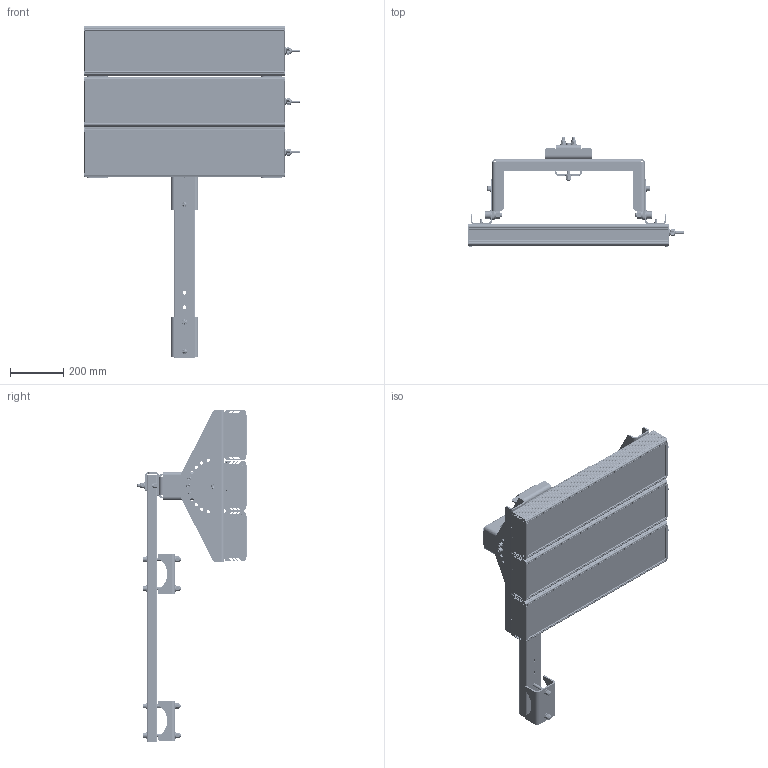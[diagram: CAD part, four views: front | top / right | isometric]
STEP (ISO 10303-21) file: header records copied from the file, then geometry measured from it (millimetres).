
FILE_DESCRIPTION(('STEP AP214'), '1');
FILE_NAME('001.0084.27.000 - ÃÑÓ Ýêñòðà Îïòèê Ì 450 (3õ150)', '2023-12-14T10:13:21', ('Åâãåíèé'), ('ÎÊÁ Ñâîé Ñòèëü'), 'C3D Converter', 'C3D Toolkit', '');
FILE_SCHEMA(('AUTOMOTIVE_DESIGN { 1 0 10303 214 3 1 1}'));
Length unit declared in the file: millimetre
Products named in the file (50): 001.0084.27.000; 001.0056.02.000; 001.0054.02.001х3; 001.0054.02.001х3-01; 001.0056.00.001; 001.0056.01.000; 001.0056.01.001; ТрП 80х40х3.1000.01; 001.0056.00.002
Assembly tree (150 placements, depth 4):
  001.0084.27.000
    (unnamed)  x3
      (unnamed)
      (unnamed)
      (unnamed)
      (unnamed)
      (unnamed)
      (unnamed)
      (unnamed)
      (unnamed)
      (unnamed)
        (unnamed)
      (unnamed)
        (unnamed)
        (unnamed)
        (unnamed)  x13
        (unnamed)
        (unnamed)
        (unnamed)
        (unnamed)
        (unnamed)
        (unnamed)
        (unnamed)
    001.0056.02.000
      001.0054.02.001х3
      001.0054.02.001х3-01
      (unnamed)  x3
      (unnamed)  x3
      (unnamed)  x3
      (unnamed)  x3
      (unnamed)  x3
      (unnamed)  x3
      001.0056.00.001
      001.0056.01.000
        001.0056.01.001
        ТрП 80х40х3.1000.01
      001.0056.00.002  x2
      (unnamed)  x4
      (unnamed)  x2
      (unnamed)  x2
      (unnamed)  x2
      (unnamed)  x8
      (unnamed)  x4
      (unnamed)  x4
      (unnamed)  x4
      (unnamed)  x16
      (unnamed)  x2
      (unnamed)  x2
      (unnamed)  x8
      (unnamed)  x4
Bounding box: 806.43 x 410.16 x 1244.5 mm (x, y, z)
Volume: 11177074.8 mm3; surface area: 7089110.7 mm2
Topology: 1731 solids, 1731 shells, 24004 faces, 54853 edges, 36601 vertices
Faces by surface type: plane 16928, cylinder 5664, bspline 783, cone 520, torus 61, sphere 48
Full cylindrical faces by diameter (mm): 1 x48, 2 x96, 2.5 x192, 2.8 x1200, 3.2 x48, 3.5 x288, 4 x36, 4.917 x6, 6 x6, 6.4 x6, 6.75 x6, 8 x40, 8.376 x4, 9 x624, 10 x18, 10.106 x8, 11 x14, 12 x39, 12.5 x3, 13 x8, 13.5 x16, 14 x40, 15.294 x2, 16 x7, 18 x18, 18.5 x9, 20 x15, 22 x4, 23.5 x3, 24 x16
Entity records: 133262 total; most frequent: CARTESIAN_POINT 56775, DIRECTION 12240, ORIENTED_EDGE 11272, EDGE_CURVE 5636, AXIS2_PLACEMENT_3D 4476, VERTEX_POINT 3884, LINE 3288, VECTOR 3288
